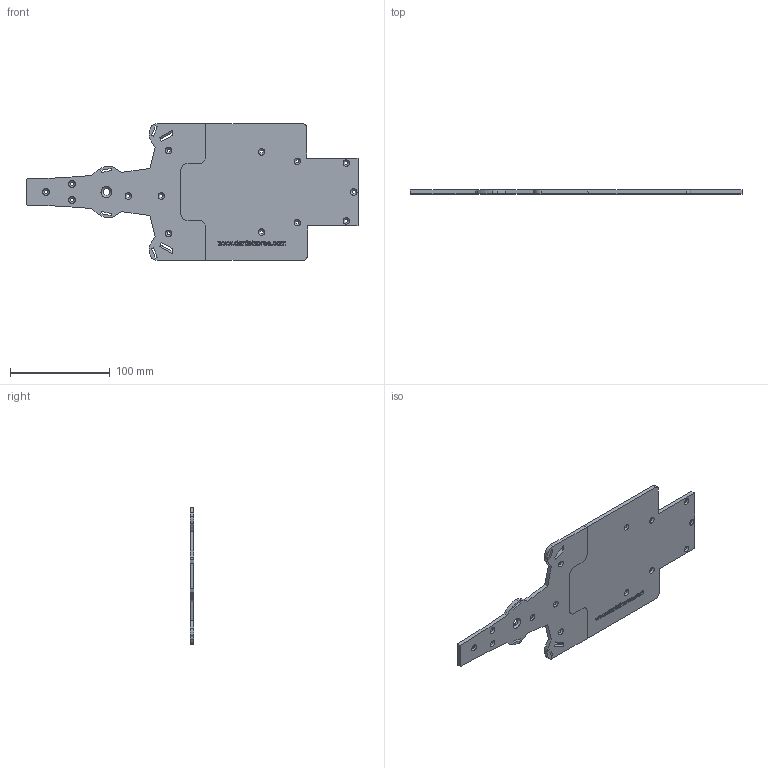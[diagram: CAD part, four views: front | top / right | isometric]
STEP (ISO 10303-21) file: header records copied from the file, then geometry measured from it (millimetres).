
FILE_DESCRIPTION(/* description */ (''),/* implementation_level */ '2;1');
FILE_NAME(/* name */ 'Chassis.stp',/* time_stamp */ '2017-07-07T01:12:42+02:00',/* author */ (''),/* organization */ (''),/* preprocessor_version */ 'ST-DEVELOPER v16.13',/* originating_system */ 'Autodesk Translation Framework v6.1.1.50',/* authorisation */ '');
FILE_SCHEMA (('AUTOMOTIVE_DESIGN { 1 0 10303 214 3 1 1 }'));
Products named in the file (2): Chassie v88; Component1 (1)
Assembly tree (1 placements, depth 2):
  Chassie v88
    Component1 (1)
Bounding box: 332.6 x 4 x 137 mm (x, y, z)
Volume: 115794.1 mm3; surface area: 64986.5 mm2
Topology: 2 solids, 9 shells, 1447 faces, 3992 edges, 2655 vertices
Faces by surface type: bspline 825, plane 539, cylinder 47, cone 36
Full cylindrical faces by diameter (mm): 3.3 x14, 7 x1
Entity records: 53891 total; most frequent: CARTESIAN_POINT 22678, ORIENTED_EDGE 7906, EDGE_CURVE 3948, DIRECTION 3670, VERTEX_POINT 2641, LINE 2152, VECTOR 2152, B_SPLINE_CURVE_WITH_KNOTS 1652
